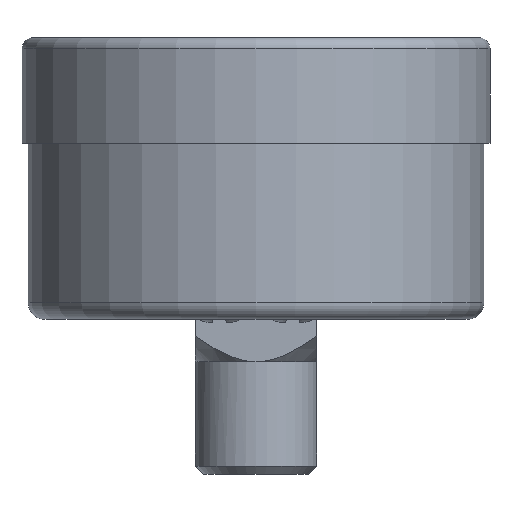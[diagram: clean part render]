
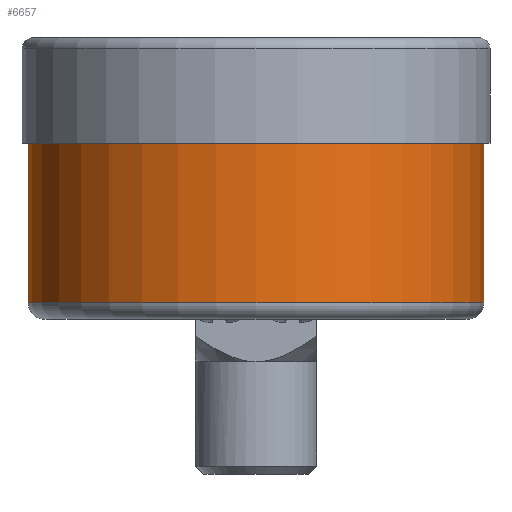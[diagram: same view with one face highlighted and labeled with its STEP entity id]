
A CAD part, front view. The second image highlights one B-rep face of the part: STEP entity #6657.
In plain terms, the highlighted cylindrical face has radius 20.536 mm (diameter 41.072 mm), a full revolution.
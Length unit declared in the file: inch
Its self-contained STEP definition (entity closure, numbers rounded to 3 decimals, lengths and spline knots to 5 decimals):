
#402 = AXIS2_PLACEMENT_3D ( 'NONE', #13439, #16344, #15105 ) ;
#1316 = DIRECTION ( 'NONE',  ( 0., 0., 1. ) ) ;
#3075 = ORIENTED_EDGE ( 'NONE', *, *, #9424, .T. ) ;
#4362 = CIRCLE ( 'NONE', #14476, 0.8085 ) ;
#4499 = EDGE_LOOP ( 'NONE', ( #3075 ) ) ;
#5253 = DIRECTION ( 'NONE',  ( 1., 0., 0. ) ) ;
#6657 = ADVANCED_FACE ( 'NONE', ( #17201, #10599 ), #9369, .T. ) ;
#9369 = CYLINDRICAL_SURFACE ( 'NONE', #9468, 0.8085 ) ;
#9424 = EDGE_CURVE ( 'NONE', #16122, #16122, #4362, .T. ) ;
#9468 = AXIS2_PLACEMENT_3D ( 'NONE', #9550, #9474, #12178 ) ;
#9474 = DIRECTION ( 'NONE',  ( 0., 0., 1. ) ) ;
#9550 = CARTESIAN_POINT ( 'NONE',  ( 0., 0., -1. ) ) ;
#10599 = FACE_OUTER_BOUND ( 'NONE', #14520, .T. ) ;
#10600 = ORIENTED_EDGE ( 'NONE', *, *, #16860, .T. ) ;
#11197 = CARTESIAN_POINT ( 'NONE',  ( 0.8085, 0., -0.375 ) ) ;
#12178 = DIRECTION ( 'NONE',  ( 1., 0., 0. ) ) ;
#12414 = VERTEX_POINT ( 'NONE', #11197 ) ;
#13439 = CARTESIAN_POINT ( 'NONE',  ( 0., 0., -0.375 ) ) ;
#13884 = CIRCLE ( 'NONE', #402, 0.8085 ) ;
#14476 = AXIS2_PLACEMENT_3D ( 'NONE', #16184, #1316, #5253 ) ;
#14520 = EDGE_LOOP ( 'NONE', ( #10600 ) ) ;
#14814 = CARTESIAN_POINT ( 'NONE',  ( 0.8085, 0., -0.94 ) ) ;
#15105 = DIRECTION ( 'NONE',  ( 1., 0., 0. ) ) ;
#16122 = VERTEX_POINT ( 'NONE', #14814 ) ;
#16184 = CARTESIAN_POINT ( 'NONE',  ( 0., 0., -0.94 ) ) ;
#16344 = DIRECTION ( 'NONE',  ( 0., 0., -1. ) ) ;
#16860 = EDGE_CURVE ( 'NONE', #12414, #12414, #13884, .T. ) ;
#17201 = FACE_OUTER_BOUND ( 'NONE', #4499, .T. ) ;
